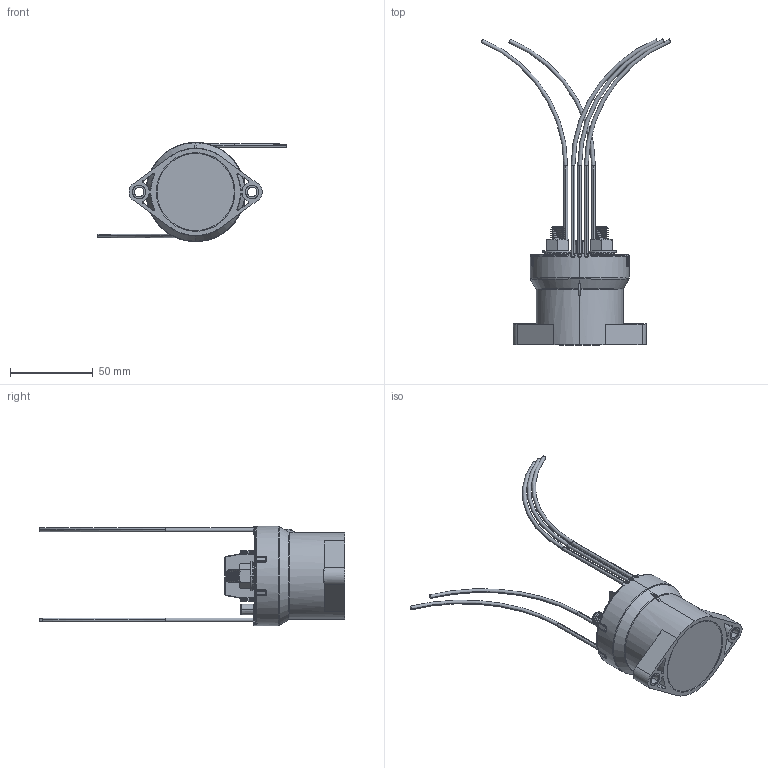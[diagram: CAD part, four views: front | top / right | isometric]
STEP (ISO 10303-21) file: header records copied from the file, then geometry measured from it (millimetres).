
FILE_DESCRIPTION (( 'STEP AP214' ), '1' );
FILE_NAME ('GVLL141_aux_step_040318.STEP', '2018-04-03T16:39:54', ( 'User' ), ( '' ), 'SwSTEP 2.0', 'SolidWorks 2018', '' );
FILE_SCHEMA (( 'AUTOMOTIVE_DESIGN' ));
Length unit declared in the file: inch
Products named in the file (1): GVLL141_aux_step_040318
Bounding box: 114.71 x 184.82 x 59.94 mm (x, y, z)
Volume: 39844.9 mm3; surface area: 48660.8 mm2
Topology: 14 solids, 14 shells, 2914 faces, 7521 edges, 4611 vertices
Faces by surface type: plane 930, cylinder 708, torus 577, bspline 426, cone 210, sphere 63
Entity records: 145700 total; most frequent: CARTESIAN_POINT 41260, ORIENTED_EDGE 14840, DIRECTION 13070, EDGE_CURVE 7420, AXIS2_PLACEMENT_3D 5088, VERTEX_POINT 4604, EDGE_LOOP 3012, UNCERTAINTY_MEASURE_WITH_UNIT 2930
